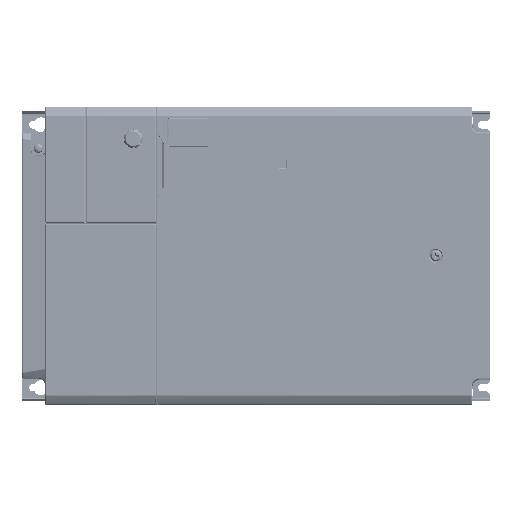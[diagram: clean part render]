
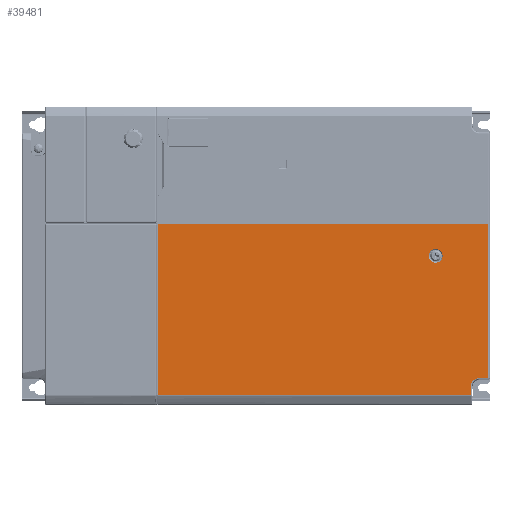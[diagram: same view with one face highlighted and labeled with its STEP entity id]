
A CAD part, top view. The second image highlights one B-rep face of the part: STEP entity #39481.
In plain terms, the highlighted planar face has unit normal (0, 0, 1).
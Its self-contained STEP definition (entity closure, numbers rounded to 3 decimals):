
#4712=FACE_BOUND('',#51481,.T.);
#4713=FACE_BOUND('',#51482,.T.);
#6900=PLANE('',#146305);
#9828=LINE('',#202714,#23720);
#9829=LINE('',#202716,#23721);
#9833=LINE('',#202731,#23725);
#9834=LINE('',#202733,#23726);
#9835=LINE('',#202735,#23727);
#9836=LINE('',#202736,#23728);
#23720=VECTOR('',#160632,1.);
#23721=VECTOR('',#160635,1.);
#23725=VECTOR('',#160649,1.);
#23726=VECTOR('',#160650,1.);
#23727=VECTOR('',#160651,1.);
#23728=VECTOR('',#160652,1.);
#39481=ADVANCED_FACE('',(#4712,#4713),#6900,.T.);
#51481=EDGE_LOOP('',(#58916,#58917,#58918,#58919,#58920,#58921,#58922,#58923));
#51482=EDGE_LOOP('',(#58924,#58925,#58926,#58927));
#58916=ORIENTED_EDGE('',*,*,#114504,.F.);
#58917=ORIENTED_EDGE('',*,*,#114505,.T.);
#58918=ORIENTED_EDGE('',*,*,#114506,.T.);
#58919=ORIENTED_EDGE('',*,*,#114482,.F.);
#58920=ORIENTED_EDGE('',*,*,#114496,.T.);
#58921=ORIENTED_EDGE('',*,*,#114507,.T.);
#58922=ORIENTED_EDGE('',*,*,#114497,.T.);
#58923=ORIENTED_EDGE('',*,*,#114503,.F.);
#58924=ORIENTED_EDGE('',*,*,#114508,.F.);
#58925=ORIENTED_EDGE('',*,*,#114509,.F.);
#58926=ORIENTED_EDGE('',*,*,#114480,.F.);
#58927=ORIENTED_EDGE('',*,*,#114479,.F.);
#96764=VERTEX_POINT('',#202676);
#96765=VERTEX_POINT('',#202678);
#96766=VERTEX_POINT('',#202680);
#96767=VERTEX_POINT('',#202684);
#96769=VERTEX_POINT('',#202687);
#96773=VERTEX_POINT('',#202699);
#96778=VERTEX_POINT('',#202717);
#96779=VERTEX_POINT('',#202718);
#96783=VERTEX_POINT('',#202728);
#96784=VERTEX_POINT('',#202732);
#96785=VERTEX_POINT('',#202734);
#96786=VERTEX_POINT('',#202738);
#114479=EDGE_CURVE('',#96765,#96766,#138242,.T.);
#114480=EDGE_CURVE('',#96766,#96764,#138243,.T.);
#114482=EDGE_CURVE('',#96767,#96769,#138245,.T.);
#114496=EDGE_CURVE('',#96767,#96773,#9828,.T.);
#114497=EDGE_CURVE('',#96778,#96779,#9829,.T.);
#114503=EDGE_CURVE('',#96783,#96779,#138254,.T.);
#114504=EDGE_CURVE('',#96784,#96783,#9833,.T.);
#114505=EDGE_CURVE('',#96784,#96785,#9834,.T.);
#114506=EDGE_CURVE('',#96785,#96769,#9835,.T.);
#114507=EDGE_CURVE('',#96773,#96778,#9836,.T.);
#114508=EDGE_CURVE('',#96786,#96765,#138255,.T.);
#114509=EDGE_CURVE('',#96764,#96786,#138256,.T.);
#138242=CIRCLE('',#146280,5.074);
#138243=CIRCLE('',#146281,5.074);
#138245=CIRCLE('',#146284,6.152);
#138254=CIRCLE('',#146301,0.5);
#138255=CIRCLE('',#146303,5.074);
#138256=CIRCLE('',#146304,5.074);
#146280=AXIS2_PLACEMENT_3D('',#202679,#160592,#160593);
#146281=AXIS2_PLACEMENT_3D('',#202681,#160594,#160595);
#146284=AXIS2_PLACEMENT_3D('',#202686,#160600,#160601);
#146301=AXIS2_PLACEMENT_3D('',#202729,#160645,#160646);
#146303=AXIS2_PLACEMENT_3D('',#202737,#160653,#160654);
#146304=AXIS2_PLACEMENT_3D('',#202739,#160655,#160656);
#146305=AXIS2_PLACEMENT_3D('',#202740,#160657,#160658);
#160592=DIRECTION('',(0.,0.,1.));
#160593=DIRECTION('',(0.,-1.,0.));
#160594=DIRECTION('',(0.,0.,1.));
#160595=DIRECTION('',(1.,0.,0.));
#160600=DIRECTION('',(0.,0.,1.));
#160601=DIRECTION('',(0.,1.,0.));
#160632=DIRECTION('',(1.,0.,0.));
#160635=DIRECTION('',(-1.,0.,0.));
#160645=DIRECTION('',(0.,0.,-1.));
#160646=DIRECTION('',(-1.,0.,0.));
#160649=DIRECTION('',(0.,1.,0.));
#160650=DIRECTION('',(1.,0.,0.));
#160651=DIRECTION('',(0.,1.,0.));
#160652=DIRECTION('',(0.,1.,0.));
#160653=DIRECTION('',(0.,0.,1.));
#160654=DIRECTION('',(-1.,0.,0.));
#160655=DIRECTION('',(0.,0.,1.));
#160656=DIRECTION('',(0.,1.,0.));
#160657=DIRECTION('',(0.,0.,1.));
#160658=DIRECTION('',(0.,-1.,0.));
#202676=CARTESIAN_POINT('',(150.,-93.426,-3.));
#202678=CARTESIAN_POINT('',(150.,-103.574,-3.));
#202679=CARTESIAN_POINT('',(150.,-98.5,-3.));
#202680=CARTESIAN_POINT('',(155.074,-98.5,-3.));
#202681=CARTESIAN_POINT('',(150.,-98.5,-3.));
#202684=CARTESIAN_POINT('',(182.,-188.648,-3.));
#202686=CARTESIAN_POINT('',(182.,-194.8,-3.));
#202687=CARTESIAN_POINT('',(175.848,-194.8,-3.));
#202699=CARTESIAN_POINT('',(188.848,-188.648,-3.));
#202714=CARTESIAN_POINT('',(182.,-188.648,-3.));
#202716=CARTESIAN_POINT('',(188.848,-75.2,-3.));
#202717=CARTESIAN_POINT('',(188.848,-75.2,-3.));
#202718=CARTESIAN_POINT('',(-54.6,-75.2,-3.));
#202728=CARTESIAN_POINT('',(-55.1,-75.7,-3.));
#202729=CARTESIAN_POINT('',(-54.6,-75.7,-3.));
#202731=CARTESIAN_POINT('',(-55.1,-201.276,-3.));
#202732=CARTESIAN_POINT('',(-55.1,-201.276,-3.));
#202733=CARTESIAN_POINT('',(-55.1,-201.276,-3.));
#202734=CARTESIAN_POINT('',(175.848,-201.276,-3.));
#202735=CARTESIAN_POINT('',(175.848,-201.276,-3.));
#202736=CARTESIAN_POINT('',(188.848,-188.648,-3.));
#202737=CARTESIAN_POINT('',(150.,-98.5,-3.));
#202738=CARTESIAN_POINT('',(144.926,-98.5,-3.));
#202739=CARTESIAN_POINT('',(150.,-98.5,-3.));
#202740=CARTESIAN_POINT('',(190.,-98.5,-3.));
